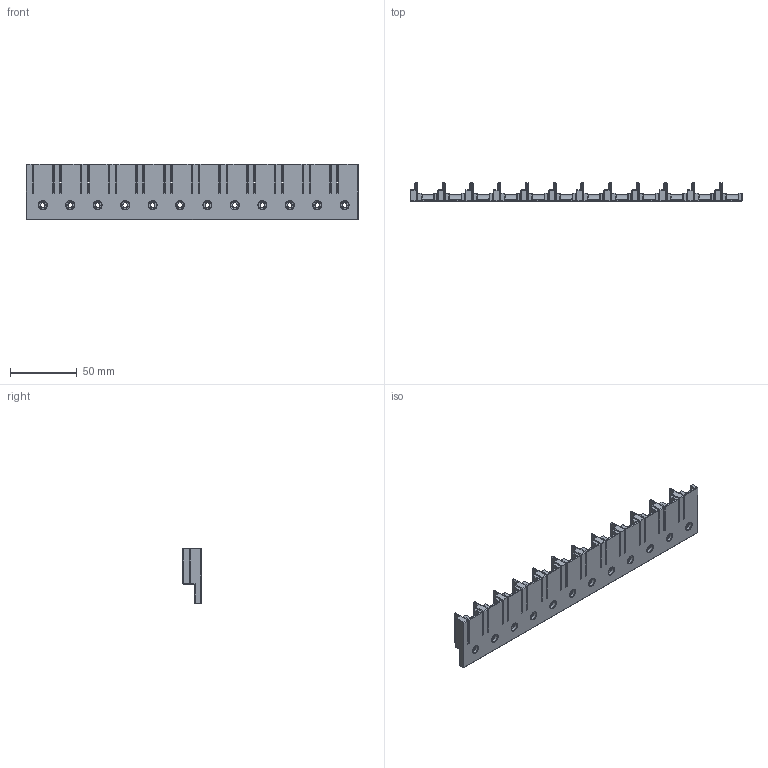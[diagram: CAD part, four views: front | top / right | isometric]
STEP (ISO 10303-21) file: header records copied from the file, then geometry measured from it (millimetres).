
FILE_DESCRIPTION(/* description */ (''),/* implementation_level */ '2;1');
FILE_NAME(/* name */ 'array-latch-12a.step',/* time_stamp */ '2023-05-07T20:45:50-04:00',/* author */ (''),/* organization */ (''),/* preprocessor_version */ 'ST-DEVELOPER v19.2',/* originating_system */ 'Autodesk Translation Framework v12.4.0.73',/* authorisation */ '');
FILE_SCHEMA (('AUTOMOTIVE_DESIGN { 1 0 10303 214 3 1 1 }'));
Length unit declared in the file: millimetre
Products named in the file (1): a
Bounding box: 249.2 x 14 x 41.8 mm (x, y, z)
Volume: 52228.5 mm3; surface area: 35389 mm2
Topology: 1 solids, 1 shells, 1236 faces, 2820 edges, 1587 vertices
Faces by surface type: plane 1176, cylinder 36, cone 24
Full cylindrical faces by diameter (mm): 3.5 x12, 6 x12
Entity records: 33073 total; most frequent: CARTESIAN_POINT 5704, ORIENTED_EDGE 5640, DIRECTION 5450, EDGE_CURVE 2820, LINE 2616, VECTOR 2616, VERTEX_POINT 1587, AXIS2_PLACEMENT_3D 1417
